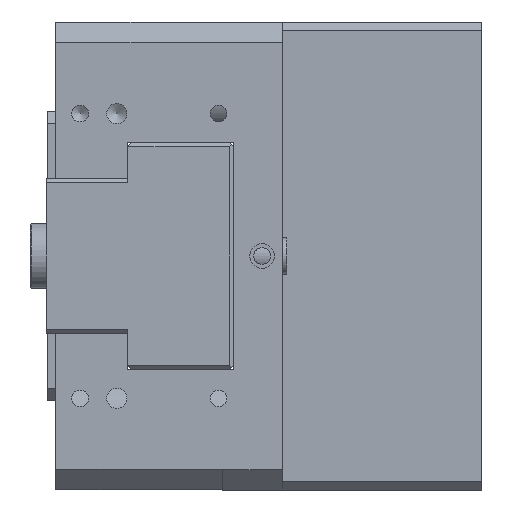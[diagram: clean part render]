
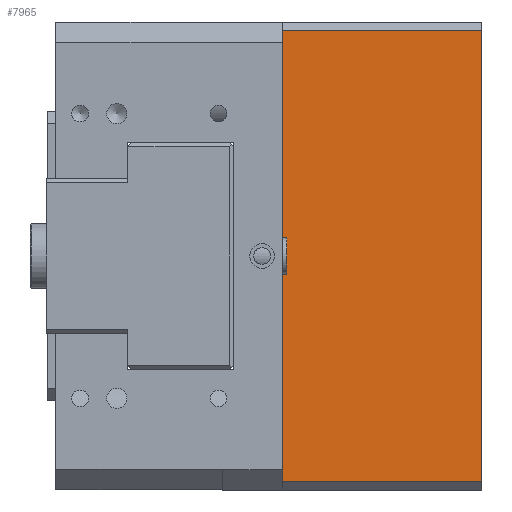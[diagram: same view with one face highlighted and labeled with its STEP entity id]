
A CAD part, left-side view. The second image highlights one B-rep face of the part: STEP entity #7965.
In plain terms, the highlighted planar face has unit normal (-1, 0, 0).
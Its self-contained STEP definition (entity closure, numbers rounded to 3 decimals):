
#658=PLANE('',#8590);
#832=FACE_OUTER_BOUND('',#1266,.T.);
#1266=EDGE_LOOP('',(#5594,#5595,#5596,#5597));
#1828=LINE('',#11659,#2430);
#1829=LINE('',#11674,#2431);
#1847=LINE('',#11728,#2449);
#1848=LINE('',#11730,#2450);
#2430=VECTOR('',#9429,10.);
#2431=VECTOR('',#9444,10.);
#2449=VECTOR('',#9486,10.);
#2450=VECTOR('',#9489,10.);
#3474=VERTEX_POINT('',#11641);
#3482=VERTEX_POINT('',#11657);
#3489=VERTEX_POINT('',#11673);
#3513=VERTEX_POINT('',#11726);
#4346=EDGE_CURVE('',#3482,#3474,#1828,.T.);
#4353=EDGE_CURVE('',#3474,#3489,#1829,.T.);
#4381=EDGE_CURVE('',#3513,#3482,#1847,.T.);
#4382=EDGE_CURVE('',#3513,#3489,#1848,.T.);
#5594=ORIENTED_EDGE('',*,*,#4353,.F.);
#5595=ORIENTED_EDGE('',*,*,#4346,.F.);
#5596=ORIENTED_EDGE('',*,*,#4381,.F.);
#5597=ORIENTED_EDGE('',*,*,#4382,.T.);
#7965=ADVANCED_FACE('',(#832),#658,.T.);
#8590=AXIS2_PLACEMENT_3D('',#11729,#9487,#9488);
#9429=DIRECTION('',(0.,0.,-1.));
#9444=DIRECTION('',(0.,1.,0.));
#9486=DIRECTION('',(0.,-1.,0.));
#9487=DIRECTION('center_axis',(-1.,0.,0.));
#9488=DIRECTION('ref_axis',(0.,-1.,0.));
#9489=DIRECTION('',(0.,0.,-1.));
#11641=CARTESIAN_POINT('',(-93.,-52.35,-55.5));
#11657=CARTESIAN_POINT('',(-93.,-52.35,55.5));
#11659=CARTESIAN_POINT('',(-93.,-52.35,0.));
#11673=CARTESIAN_POINT('',(-93.,-3.35,-55.5));
#11674=CARTESIAN_POINT('',(-93.,1.071,-55.5));
#11726=CARTESIAN_POINT('',(-93.,-3.35,55.5));
#11728=CARTESIAN_POINT('',(-93.,1.071,55.5));
#11729=CARTESIAN_POINT('Origin',(-93.,-3.35,0.));
#11730=CARTESIAN_POINT('',(-93.,-3.35,0.));
